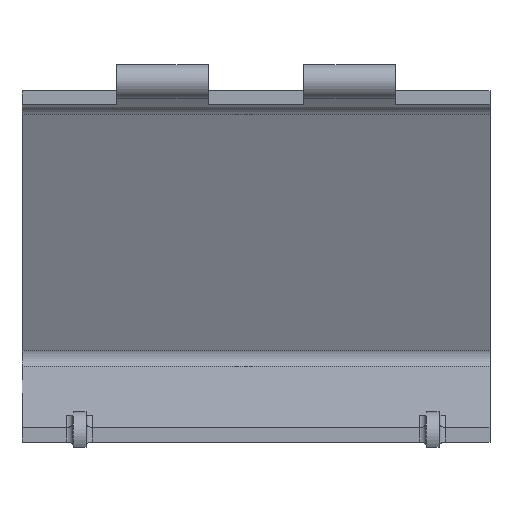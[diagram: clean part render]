
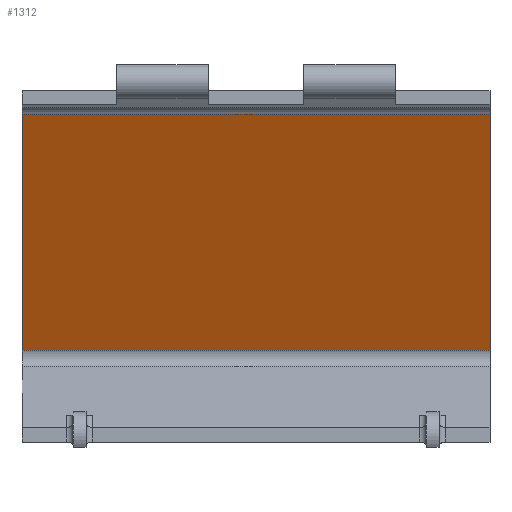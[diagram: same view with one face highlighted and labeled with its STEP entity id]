
A CAD part, front view. The second image highlights one B-rep face of the part: STEP entity #1312.
In plain terms, the highlighted planar face has unit normal (0, -0.909, -0.418).
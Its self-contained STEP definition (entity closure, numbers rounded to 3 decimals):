
#158=FACE_OUTER_BOUND('',#232,.T.);
#232=EDGE_LOOP('',(#1183,#1184,#1185,#1186));
#284=LINE('',#1947,#424);
#287=LINE('',#1957,#427);
#372=LINE('',#2194,#512);
#373=LINE('',#2196,#513);
#424=VECTOR('',#1554,10.);
#427=VECTOR('',#1563,10.);
#512=VECTOR('',#1810,10.);
#513=VECTOR('',#1813,10.);
#562=VERTEX_POINT('',#1944);
#563=VERTEX_POINT('',#1946);
#566=VERTEX_POINT('',#1954);
#567=VERTEX_POINT('',#1956);
#699=EDGE_CURVE('',#563,#562,#284,.T.);
#704=EDGE_CURVE('',#567,#566,#287,.T.);
#824=EDGE_CURVE('',#562,#567,#372,.T.);
#825=EDGE_CURVE('',#563,#566,#373,.T.);
#1183=ORIENTED_EDGE('',*,*,#704,.T.);
#1184=ORIENTED_EDGE('',*,*,#825,.F.);
#1185=ORIENTED_EDGE('',*,*,#699,.T.);
#1186=ORIENTED_EDGE('',*,*,#824,.T.);
#1245=PLANE('',#1442);
#1312=ADVANCED_FACE('',(#158),#1245,.T.);
#1442=AXIS2_PLACEMENT_3D('',#2195,#1811,#1812);
#1554=DIRECTION('',(0.,0.418,-0.909));
#1563=DIRECTION('',(0.,-0.418,0.909));
#1810=DIRECTION('',(1.,0.,0.));
#1811=DIRECTION('center_axis',(0.,-0.909,-0.418));
#1812=DIRECTION('ref_axis',(0.,0.418,-0.909));
#1813=DIRECTION('',(1.,0.,0.));
#1944=CARTESIAN_POINT('',(-19.35,41.463,20.259));
#1946=CARTESIAN_POINT('',(-19.35,24.599,56.953));
#1947=CARTESIAN_POINT('',(-19.35,37.602,28.662));
#1954=CARTESIAN_POINT('',(53.35,24.599,56.953));
#1956=CARTESIAN_POINT('',(53.35,41.463,20.259));
#1957=CARTESIAN_POINT('',(53.35,29.17,47.009));
#2194=CARTESIAN_POINT('',(-19.35,41.463,20.259));
#2195=CARTESIAN_POINT('Origin',(-19.35,24.599,56.953));
#2196=CARTESIAN_POINT('',(-19.35,24.599,56.953));
